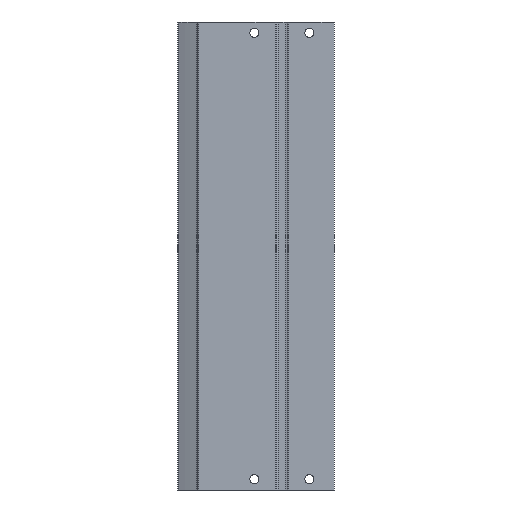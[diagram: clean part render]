
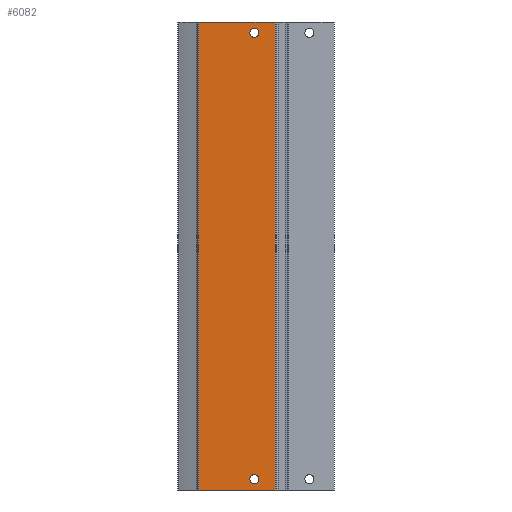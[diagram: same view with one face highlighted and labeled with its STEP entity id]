
A CAD part, front view. The second image highlights one B-rep face of the part: STEP entity #6082.
In plain terms, the highlighted planar face has unit normal (0, -1, 0).
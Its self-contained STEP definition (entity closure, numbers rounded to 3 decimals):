
#311=PLANE('',#6567);
#505=CIRCLE('',#6568,3.15);
#506=CIRCLE('',#6569,3.15);
#965=ORIENTED_EDGE('',*,*,#2519,.F.);
#966=ORIENTED_EDGE('',*,*,#2520,.F.);
#967=ORIENTED_EDGE('',*,*,#2521,.F.);
#968=ORIENTED_EDGE('',*,*,#2518,.F.);
#969=ORIENTED_EDGE('',*,*,#2522,.T.);
#970=ORIENTED_EDGE('',*,*,#2523,.T.);
#2518=EDGE_CURVE('',#3292,#3291,#3865,.T.);
#2519=EDGE_CURVE('',#3293,#3293,#505,.T.);
#2520=EDGE_CURVE('',#3294,#3294,#506,.T.);
#2521=EDGE_CURVE('',#3291,#3295,#3866,.T.);
#2522=EDGE_CURVE('',#3292,#3296,#3867,.T.);
#2523=EDGE_CURVE('',#3296,#3295,#3868,.T.);
#3291=VERTEX_POINT('',#9827);
#3292=VERTEX_POINT('',#9829);
#3293=VERTEX_POINT('',#9833);
#3294=VERTEX_POINT('',#9835);
#3295=VERTEX_POINT('',#9837);
#3296=VERTEX_POINT('',#9839);
#3865=LINE('',#9830,#4248);
#3866=LINE('',#9836,#4249);
#3867=LINE('',#9838,#4250);
#3868=LINE('',#9840,#4251);
#4248=VECTOR('',#7407,1000.);
#4249=VECTOR('',#7414,1000.);
#4250=VECTOR('',#7415,1000.);
#4251=VECTOR('',#7416,1000.);
#4642=EDGE_LOOP('',(#965));
#4643=EDGE_LOOP('',(#966));
#4644=EDGE_LOOP('',(#967,#968,#969,#970));
#5303=FACE_BOUND('',#4642,.T.);
#5304=FACE_BOUND('',#4643,.T.);
#5305=FACE_BOUND('',#4644,.T.);
#6082=ADVANCED_FACE('',(#5303,#5304,#5305),#311,.T.);
#6567=AXIS2_PLACEMENT_3D('',#9831,#7408,#7409);
#6568=AXIS2_PLACEMENT_3D('',#9832,#7410,#7411);
#6569=AXIS2_PLACEMENT_3D('',#9834,#7412,#7413);
#7407=DIRECTION('',(0.,0.,1.));
#7408=DIRECTION('',(0.,-1.,0.));
#7409=DIRECTION('',(0.,0.,-1.));
#7410=DIRECTION('',(0.,-1.,0.));
#7411=DIRECTION('',(0.,0.,-1.));
#7412=DIRECTION('',(0.,-1.,0.));
#7413=DIRECTION('',(0.,0.,-1.));
#7414=DIRECTION('',(1.,0.,0.));
#7415=DIRECTION('',(1.,0.,0.));
#7416=DIRECTION('',(0.,0.,1.));
#9827=CARTESIAN_POINT('',(-57.5,0.,0.));
#9829=CARTESIAN_POINT('',(-57.5,0.,-324.));
#9830=CARTESIAN_POINT('',(-57.5,0.,-324.));
#9831=CARTESIAN_POINT('',(-57.5,0.,-324.));
#9832=CARTESIAN_POINT('',(-19.,0.,-316.5));
#9833=CARTESIAN_POINT('',(-19.,0.,-319.65));
#9834=CARTESIAN_POINT('',(-19.,0.,-7.5));
#9835=CARTESIAN_POINT('',(-19.,0.,-10.65));
#9836=CARTESIAN_POINT('',(-57.5,0.,0.));
#9837=CARTESIAN_POINT('',(-4.7,0.,0.));
#9838=CARTESIAN_POINT('',(-57.5,0.,-324.));
#9839=CARTESIAN_POINT('',(-4.7,0.,-324.));
#9840=CARTESIAN_POINT('',(-4.7,0.,-324.));
